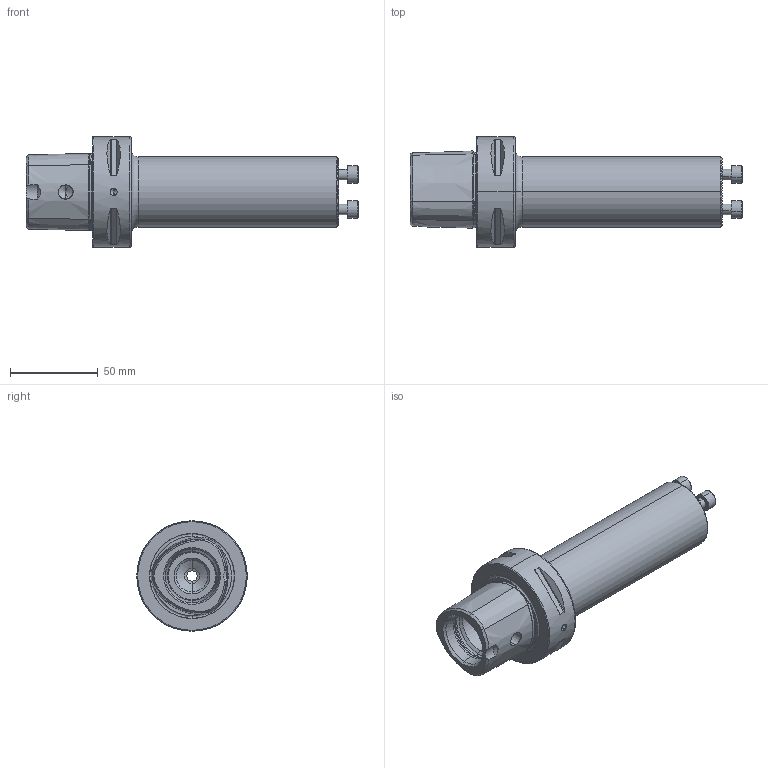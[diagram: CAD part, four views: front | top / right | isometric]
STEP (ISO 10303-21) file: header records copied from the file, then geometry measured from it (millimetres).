
FILE_DESCRIPTION (( 'STEP AP214' ), '1' );
FILE_NAME ('PS6.WK1.040.180.STEP', '2020-09-16T13:07:20', ( '' ), ( '' ), 'SwSTEP 2.0', 'SolidWorks 2017', '' );
FILE_SCHEMA (( 'AUTOMOTIVE_DESIGN' ));
Length unit declared in the file: millimetre
Products named in the file (4): DIN 3771 - 6x1; PS6-WK1.040.180_B; PS6.WK1.040.180; ISO 4762 - M6 x 16
Assembly tree (5 placements, depth 2):
  PS6.WK1.040.180
    PS6-WK1.040.180_B
    ISO 4762 - M6 x 16  x3
    DIN 3771 - 6x1
Bounding box: 189.4 x 63 x 63 mm (x, y, z)
Volume: 240153.1 mm3; surface area: 41008.9 mm2
Topology: 5 solids, 5 shells, 461 faces, 1209 edges, 753 vertices
Faces by surface type: plane 227, cylinder 107, cone 79, torus 48
Entity records: 14628 total; most frequent: CARTESIAN_POINT 4775, ORIENTED_EDGE 2158, DIRECTION 1820, EDGE_CURVE 1079, AXIS2_PLACEMENT_3D 726, VERTEX_POINT 687, EDGE_LOOP 422, FACE_OUTER_BOUND 407
